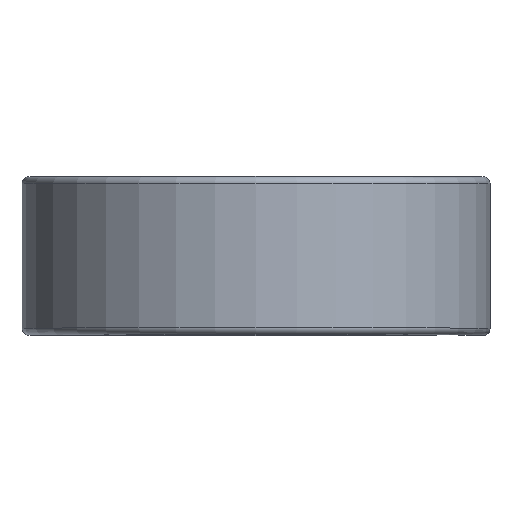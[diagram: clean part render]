
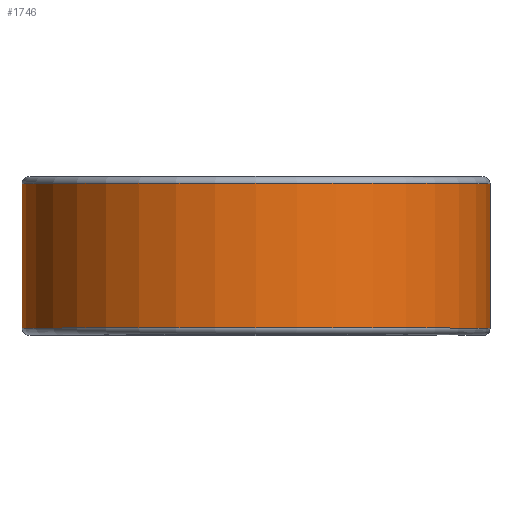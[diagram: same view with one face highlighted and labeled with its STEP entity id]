
A CAD part, top view. The second image highlights one B-rep face of the part: STEP entity #1746.
In plain terms, the highlighted cylindrical face has radius 25.819 mm (diameter 51.638 mm), a partial arc.
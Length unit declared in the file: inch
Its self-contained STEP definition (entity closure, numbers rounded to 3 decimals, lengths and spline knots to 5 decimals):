
#23 = CYLINDRICAL_SURFACE ( 'NONE', #677, 1.0165 ) ;
#91 = DIRECTION ( 'NONE',  ( 0., 1., 0. ) ) ;
#108 = AXIS2_PLACEMENT_3D ( 'NONE', #1105, #2420, #1294 ) ;
#127 = EDGE_LOOP ( 'NONE', ( #1271, #1796, #1863, #1414 ) ) ;
#180 = CARTESIAN_POINT ( 'NONE',  ( 1.0165, 0.31375, 0. ) ) ;
#186 = AXIS2_PLACEMENT_3D ( 'NONE', #1709, #612, #1895 ) ;
#218 = VERTEX_POINT ( 'NONE', #180 ) ;
#577 = DIRECTION ( 'NONE',  ( 0., 0., -1. ) ) ;
#612 = DIRECTION ( 'NONE',  ( 0., -1., 0. ) ) ;
#676 = VERTEX_POINT ( 'NONE', #2093 ) ;
#677 = AXIS2_PLACEMENT_3D ( 'NONE', #788, #959, #577 ) ;
#682 = EDGE_CURVE ( 'NONE', #711, #736, #1578, .T. ) ;
#711 = VERTEX_POINT ( 'NONE', #1877 ) ;
#736 = VERTEX_POINT ( 'NONE', #1174 ) ;
#788 = CARTESIAN_POINT ( 'NONE',  ( 0., 0.3125, 0. ) ) ;
#959 = DIRECTION ( 'NONE',  ( 0., -1., 0. ) ) ;
#1105 = CARTESIAN_POINT ( 'NONE',  ( 0., -0.31375, 0. ) ) ;
#1174 = CARTESIAN_POINT ( 'NONE',  ( 0., 0.31375, -1.0165 ) ) ;
#1181 = FACE_OUTER_BOUND ( 'NONE', #127, .T. ) ;
#1271 = ORIENTED_EDGE ( 'NONE', *, *, #1532, .T. ) ;
#1274 = CIRCLE ( 'NONE', #186, 1.0165 ) ;
#1294 = DIRECTION ( 'NONE',  ( 0., 0., -1. ) ) ;
#1414 = ORIENTED_EDGE ( 'NONE', *, *, #2218, .F. ) ;
#1471 = VECTOR ( 'NONE', #1742, 39.37008 ) ;
#1532 = EDGE_CURVE ( 'NONE', #676, #218, #1903, .T. ) ;
#1578 = LINE ( 'NONE', #2116, #1471 ) ;
#1614 = VECTOR ( 'NONE', #91, 39.37008 ) ;
#1709 = CARTESIAN_POINT ( 'NONE',  ( 0., 0.31375, 0. ) ) ;
#1742 = DIRECTION ( 'NONE',  ( 0., 1., 0. ) ) ;
#1746 = ADVANCED_FACE ( 'NONE', ( #1181 ), #23, .T. ) ;
#1796 = ORIENTED_EDGE ( 'NONE', *, *, #2438, .T. ) ;
#1863 = ORIENTED_EDGE ( 'NONE', *, *, #682, .F. ) ;
#1877 = CARTESIAN_POINT ( 'NONE',  ( 0., -0.31375, -1.0165 ) ) ;
#1895 = DIRECTION ( 'NONE',  ( 0., 0., -1. ) ) ;
#1903 = LINE ( 'NONE', #2368, #1614 ) ;
#2077 = CIRCLE ( 'NONE', #108, 1.0165 ) ;
#2093 = CARTESIAN_POINT ( 'NONE',  ( 1.0165, -0.31375, 0. ) ) ;
#2116 = CARTESIAN_POINT ( 'NONE',  ( 0., 0.31375, -1.0165 ) ) ;
#2218 = EDGE_CURVE ( 'NONE', #676, #711, #2077, .T. ) ;
#2368 = CARTESIAN_POINT ( 'NONE',  ( 1.0165, 0.31375, 0. ) ) ;
#2420 = DIRECTION ( 'NONE',  ( 0., -1., 0. ) ) ;
#2438 = EDGE_CURVE ( 'NONE', #218, #736, #1274, .T. ) ;
